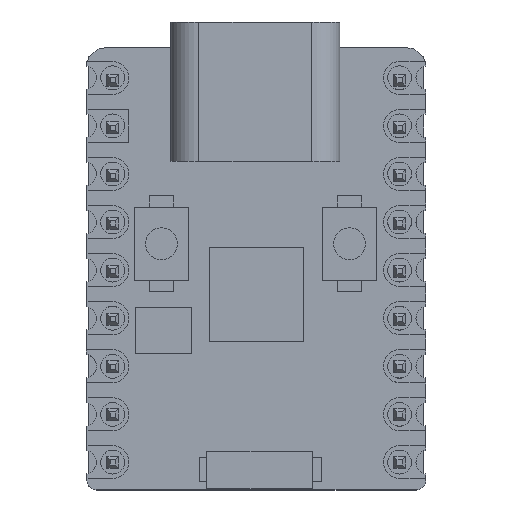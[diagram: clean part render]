
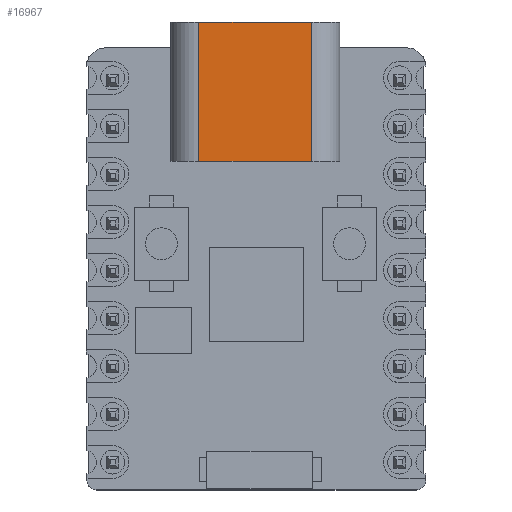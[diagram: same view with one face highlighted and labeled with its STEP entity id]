
A CAD part, top view. The second image highlights one B-rep face of the part: STEP entity #16967.
In plain terms, the highlighted face is planar.
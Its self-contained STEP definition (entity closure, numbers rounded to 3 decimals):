
#466=PLANE('',#18380);
#1298=FACE_OUTER_BOUND('',#2309,.T.);
#2309=EDGE_LOOP('',(#12229,#12230,#12231,#12232));
#3431=LINE('',#24896,#5495);
#3436=LINE('',#24912,#5500);
#3437=LINE('',#24916,#5501);
#3438=LINE('',#24917,#5502);
#5495=VECTOR('',#20038,10.);
#5500=VECTOR('',#20055,10.);
#5501=VECTOR('',#20060,10.);
#5502=VECTOR('',#20061,10.);
#7952=VERTEX_POINT('',#24893);
#7953=VERTEX_POINT('',#24895);
#7958=VERTEX_POINT('',#24911);
#7959=VERTEX_POINT('',#24915);
#9594=EDGE_CURVE('',#7953,#7952,#3431,.T.);
#9602=EDGE_CURVE('',#7953,#7958,#3436,.T.);
#9604=EDGE_CURVE('',#7959,#7952,#3437,.T.);
#9605=EDGE_CURVE('',#7959,#7958,#3438,.T.);
#12229=ORIENTED_EDGE('',*,*,#9602,.F.);
#12230=ORIENTED_EDGE('',*,*,#9594,.T.);
#12231=ORIENTED_EDGE('',*,*,#9604,.F.);
#12232=ORIENTED_EDGE('',*,*,#9605,.T.);
#16967=ADVANCED_FACE('',(#1298),#466,.T.);
#18380=AXIS2_PLACEMENT_3D('',#24914,#20058,#20059);
#20038=DIRECTION('',(-1.,0.,0.));
#20055=DIRECTION('',(0.,0.,1.));
#20058=DIRECTION('center_axis',(0.,1.,0.));
#20059=DIRECTION('ref_axis',(0.,0.,-1.));
#20060=DIRECTION('',(0.,0.,-1.));
#20061=DIRECTION('',(1.,0.,0.));
#24893=CARTESIAN_POINT('',(-22.931,7.3,11.724));
#24895=CARTESIAN_POINT('',(-16.931,7.3,11.724));
#24896=CARTESIAN_POINT('',(-19.931,7.3,11.724));
#24911=CARTESIAN_POINT('',(-16.931,7.3,19.124));
#24912=CARTESIAN_POINT('',(-16.931,7.3,15.424));
#24914=CARTESIAN_POINT('Origin',(-19.931,7.3,15.424));
#24915=CARTESIAN_POINT('',(-22.931,7.3,19.124));
#24916=CARTESIAN_POINT('',(-22.931,7.3,15.424));
#24917=CARTESIAN_POINT('',(-19.931,7.3,19.124));
